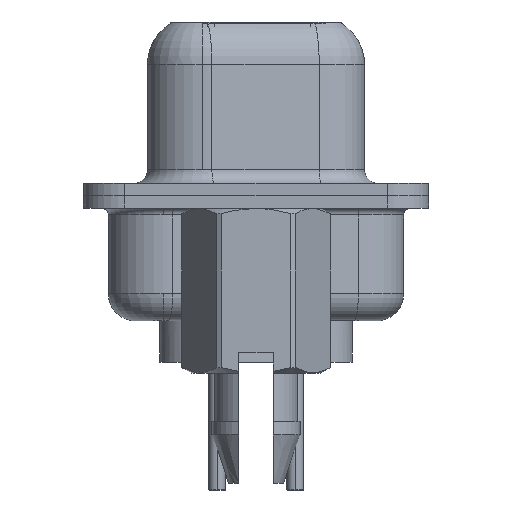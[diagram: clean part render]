
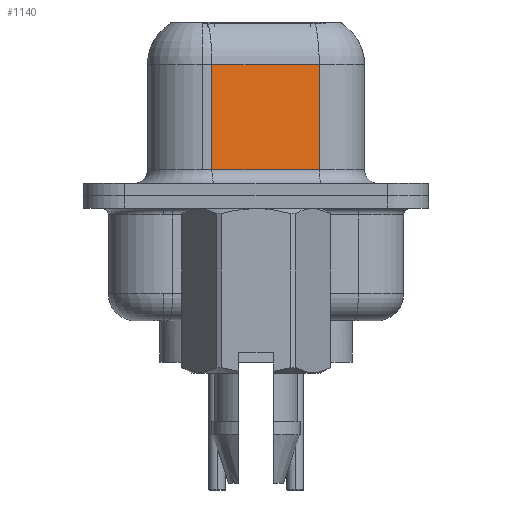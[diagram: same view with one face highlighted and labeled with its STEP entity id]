
A CAD part, left-side view. The second image highlights one B-rep face of the part: STEP entity #1140.
In plain terms, the highlighted planar face has unit normal (-0.985, -0.174, 0).
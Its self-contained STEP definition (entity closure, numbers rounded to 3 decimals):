
#948 = VERTEX_POINT ( 'NONE', #10453 ) ;
#1140 = ADVANCED_FACE ( 'NONE', ( #11715 ), #21669, .F. ) ;
#1261 = DIRECTION ( 'NONE',  ( 0.174, -0.985, 0. ) ) ;
#2299 = LINE ( 'NONE', #12027, #18662 ) ;
#3793 = VECTOR ( 'NONE', #4743, 1000. ) ;
#3824 = LINE ( 'NONE', #21441, #23245 ) ;
#4411 = EDGE_CURVE ( 'NONE', #18210, #948, #6545, .T. ) ;
#4743 = DIRECTION ( 'NONE',  ( 0., 0., -1. ) ) ;
#4947 = LINE ( 'NONE', #20536, #15144 ) ;
#5559 = DIRECTION ( 'NONE',  ( -0.174, 0.985, 0. ) ) ;
#6545 = LINE ( 'NONE', #14214, #3793 ) ;
#7800 = DIRECTION ( 'NONE',  ( -0.174, 0.985, 0. ) ) ;
#8124 = ORIENTED_EDGE ( 'NONE', *, *, #23109, .T. ) ;
#9586 = ORIENTED_EDGE ( 'NONE', *, *, #4411, .T. ) ;
#9664 = EDGE_CURVE ( 'NONE', #12090, #21326, #3824, .T. ) ;
#10453 = CARTESIAN_POINT ( 'NONE',  ( 4.36, 1.603, 0.95 ) ) ;
#10996 = AXIS2_PLACEMENT_3D ( 'NONE', #19486, #19365, #5559 ) ;
#11715 = FACE_OUTER_BOUND ( 'NONE', #15093, .T. ) ;
#12027 = CARTESIAN_POINT ( 'NONE',  ( 5.048, -2.297, 4.77 ) ) ;
#12090 = VERTEX_POINT ( 'NONE', #16473 ) ;
#14214 = CARTESIAN_POINT ( 'NONE',  ( 4.36, 1.603, 6.52 ) ) ;
#15093 = EDGE_LOOP ( 'NONE', ( #23111, #21472, #9586, #8124 ) ) ;
#15144 = VECTOR ( 'NONE', #1261, 1000. ) ;
#15805 = CARTESIAN_POINT ( 'NONE',  ( 4.36, 1.603, 4.77 ) ) ;
#16473 = CARTESIAN_POINT ( 'NONE',  ( 5.048, -2.297, 4.77 ) ) ;
#17477 = DIRECTION ( 'NONE',  ( 0., 0., -1. ) ) ;
#18210 = VERTEX_POINT ( 'NONE', #15805 ) ;
#18662 = VECTOR ( 'NONE', #7800, 1000. ) ;
#18929 = EDGE_CURVE ( 'NONE', #12090, #18210, #2299, .T. ) ;
#19365 = DIRECTION ( 'NONE',  ( 0.985, 0.174, 0. ) ) ;
#19486 = CARTESIAN_POINT ( 'NONE',  ( 5.048, -2.297, 6.52 ) ) ;
#20536 = CARTESIAN_POINT ( 'NONE',  ( 5.048, -2.297, 0.95 ) ) ;
#21326 = VERTEX_POINT ( 'NONE', #24438 ) ;
#21441 = CARTESIAN_POINT ( 'NONE',  ( 5.048, -2.297, 6.52 ) ) ;
#21472 = ORIENTED_EDGE ( 'NONE', *, *, #18929, .T. ) ;
#21669 = PLANE ( 'NONE',  #10996 ) ;
#23109 = EDGE_CURVE ( 'NONE', #948, #21326, #4947, .T. ) ;
#23111 = ORIENTED_EDGE ( 'NONE', *, *, #9664, .F. ) ;
#23245 = VECTOR ( 'NONE', #17477, 1000. ) ;
#24438 = CARTESIAN_POINT ( 'NONE',  ( 5.048, -2.297, 0.95 ) ) ;
